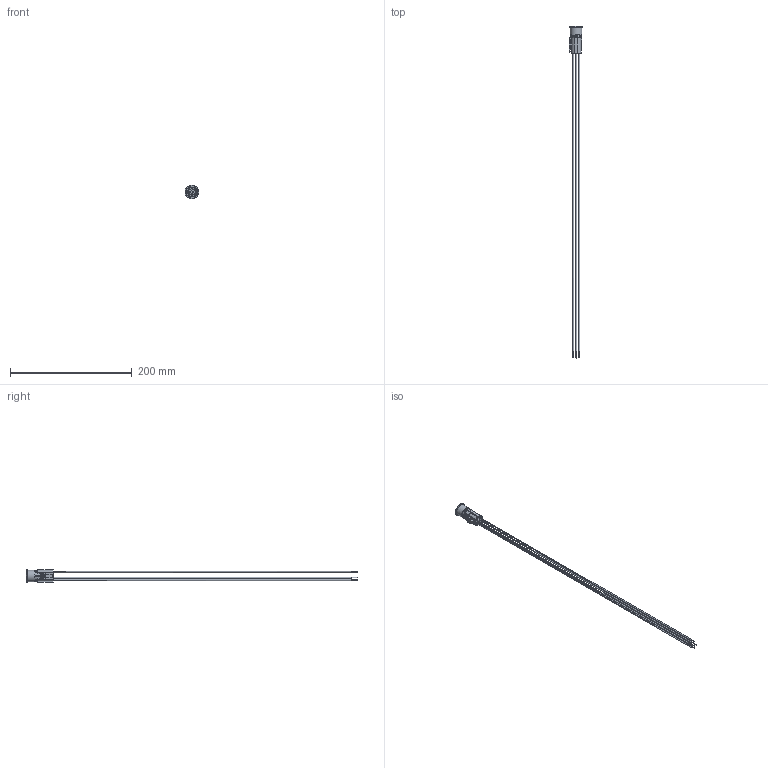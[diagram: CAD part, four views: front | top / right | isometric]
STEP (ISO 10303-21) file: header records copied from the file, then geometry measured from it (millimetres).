
FILE_DESCRIPTION(/* description */ ('','CAx-IF Rec.Pracs.---Representation and Presentation of Product Manufacturing Information (PMI)---4.0---2014-10-13'),/* implementation_level */ '2;1');
FILE_NAME(/* name */ 'ULV4FP3xx3xx.stp',/* time_stamp */ '2020-02-12T12:01:04-06:00',/* author */ ('mroman'),/* organization */ (''),/* preprocessor_version */ 'ST-DEVELOPER v17',/* originating_system */ 'Autodesk Inventor 2018',/* authorisation */ '');
FILE_SCHEMA (('AP242_MANAGED_MODEL_BASED_3D_ENGINEERING_MIM_LF { 1 0 10303 442 1 1 4 }'));
Length unit declared in the file: millimetre
Products named in the file (1): ULV4FP3xx3xx
Bounding box: 22.45 x 544.5 x 22 mm (x, y, z)
Volume: 15731.3 mm3; surface area: 22896.3 mm2
Topology: 1 solids, 1 shells, 654 faces, 1918 edges, 1215 vertices
Faces by surface type: plane 489, cylinder 131, bspline 30, torus 2, cone 2
Full cylindrical faces by diameter (mm): 1.04 x5, 1.8 x5, 13 x1, 13.3 x1, 14.7 x1, 17.5 x1, 17.6 x1, 19 x1, 22 x1
Entity records: 22892 total; most frequent: CARTESIAN_POINT 5100, ORIENTED_EDGE 3836, DIRECTION 3615, EDGE_CURVE 1918, LINE 1401, VECTOR 1401, VERTEX_POINT 1215, AXIS2_PLACEMENT_3D 1111
